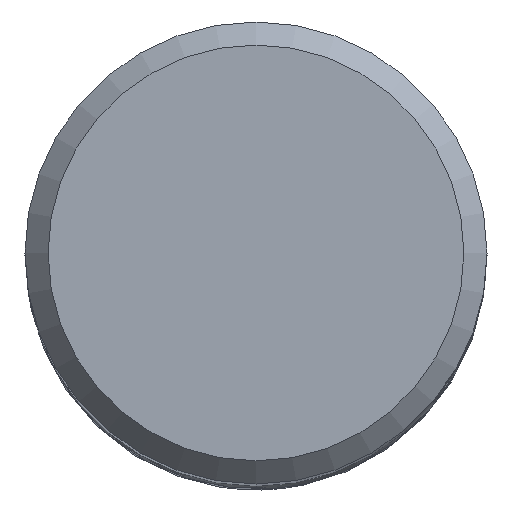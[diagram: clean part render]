
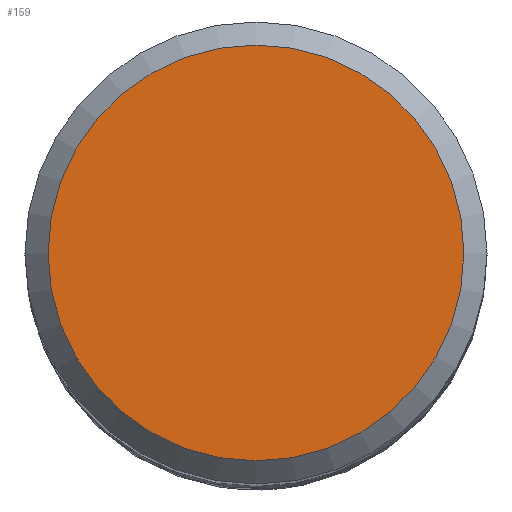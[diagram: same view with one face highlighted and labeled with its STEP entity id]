
A CAD part, top view. The second image highlights one B-rep face of the part: STEP entity #159.
In plain terms, the highlighted planar face has unit normal (0, 0, 1).
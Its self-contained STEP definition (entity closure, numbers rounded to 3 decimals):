
#159=ADVANCED_FACE('CU_SU3',(#168),#166,.F.);
#166=PLANE('',#397);
#168=FACE_OUTER_BOUND('',#196,.T.);
#196=EDGE_LOOP('',(#228));
#228=ORIENTED_EDGE('',*,*,#264,.F.);
#247=VERTEX_POINT('',#550);
#264=EDGE_CURVE('',#247,#247,#280,.T.);
#280=CIRCLE('',#396,8.997);
#396=AXIS2_PLACEMENT_3D('',#549,#474,#475);
#397=AXIS2_PLACEMENT_3D('',#551,#476,#477);
#474=DIRECTION('',(0.,0.,-1.));
#475=DIRECTION('',(1.,0.,0.));
#476=DIRECTION('',(0.,0.,-1.));
#477=DIRECTION('',(-1.,0.,0.));
#549=CARTESIAN_POINT('',(0.,0.,0.));
#550=CARTESIAN_POINT('',(8.997,0.,0.));
#551=CARTESIAN_POINT('',(0.,0.,0.));
